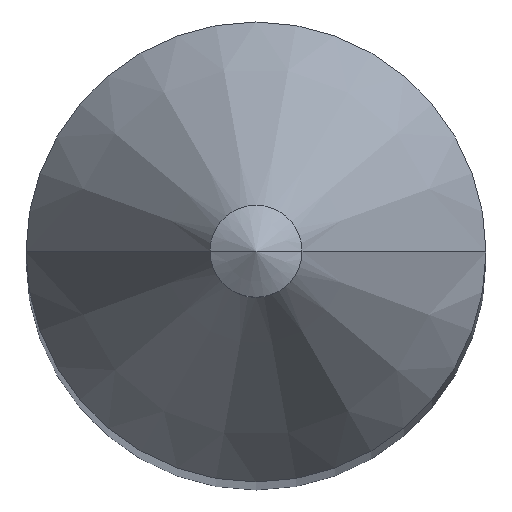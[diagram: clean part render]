
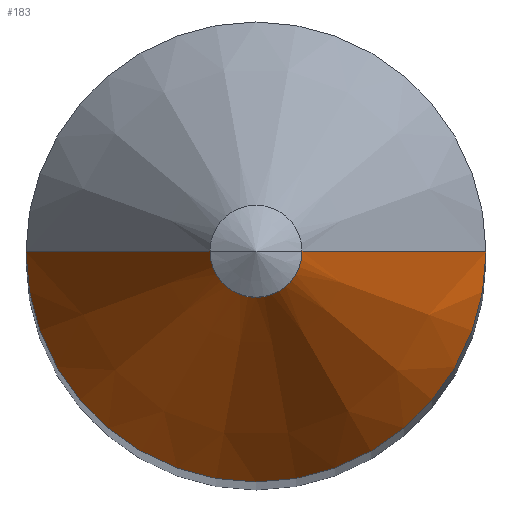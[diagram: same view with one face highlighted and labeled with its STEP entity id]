
A CAD part, top view. The second image highlights one B-rep face of the part: STEP entity #183.
In plain terms, the highlighted conical face has half-angle 30 degrees and reference radius 0.318 mm.
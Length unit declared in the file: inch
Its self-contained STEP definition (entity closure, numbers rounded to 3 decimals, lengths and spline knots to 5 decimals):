
#2 = DIRECTION ( 'NONE',  ( -1., 0., 0. ) ) ;
#16 = LINE ( 'NONE', #51, #105 ) ;
#22 = CARTESIAN_POINT ( 'NONE',  ( 0., 0., 1.46149 ) ) ;
#38 = DIRECTION ( 'NONE',  ( -1., 0., 0. ) ) ;
#41 = AXIS2_PLACEMENT_3D ( 'NONE', #22, #298, #201 ) ;
#51 = CARTESIAN_POINT ( 'NONE',  ( -0.0125, 0., 1.46149 ) ) ;
#68 = CARTESIAN_POINT ( 'NONE',  ( 0., 0., 1.37489 ) ) ;
#75 = CARTESIAN_POINT ( 'NONE',  ( 0.0625, 0., 1.37489 ) ) ;
#76 = ORIENTED_EDGE ( 'NONE', *, *, #149, .F. ) ;
#77 = CARTESIAN_POINT ( 'NONE',  ( 0., 0., 1.46149 ) ) ;
#81 = AXIS2_PLACEMENT_3D ( 'NONE', #68, #192, #38 ) ;
#91 = ORIENTED_EDGE ( 'NONE', *, *, #286, .T. ) ;
#105 = VECTOR ( 'NONE', #230, 39.37008 ) ;
#119 = DIRECTION ( 'NONE',  ( 0., 0., -1. ) ) ;
#127 = VERTEX_POINT ( 'NONE', #221 ) ;
#132 = EDGE_CURVE ( 'NONE', #291, #196, #342, .T. ) ;
#136 = CARTESIAN_POINT ( 'NONE',  ( 0.0125, 0., 1.46149 ) ) ;
#143 = EDGE_LOOP ( 'NONE', ( #304, #91, #355, #76 ) ) ;
#149 = EDGE_CURVE ( 'NONE', #127, #291, #319, .T. ) ;
#183 = ADVANCED_FACE ( 'NONE', ( #226 ), #393, .T. ) ;
#192 = DIRECTION ( 'NONE',  ( 0., 0., -1. ) ) ;
#196 = VERTEX_POINT ( 'NONE', #225 ) ;
#201 = DIRECTION ( 'NONE',  ( 1., 0., 0. ) ) ;
#209 = VERTEX_POINT ( 'NONE', #262 ) ;
#218 = VECTOR ( 'NONE', #232, 39.37008 ) ;
#221 = CARTESIAN_POINT ( 'NONE',  ( 0.0125, 0., 1.46149 ) ) ;
#225 = CARTESIAN_POINT ( 'NONE',  ( -0.0625, 0., 1.37489 ) ) ;
#226 = FACE_OUTER_BOUND ( 'NONE', #143, .T. ) ;
#230 = DIRECTION ( 'NONE',  ( -0.5, 0., -0.866 ) ) ;
#232 = DIRECTION ( 'NONE',  ( 0.5, 0., -0.866 ) ) ;
#262 = CARTESIAN_POINT ( 'NONE',  ( -0.0125, 0., 1.46149 ) ) ;
#286 = EDGE_CURVE ( 'NONE', #209, #196, #16, .T. ) ;
#291 = VERTEX_POINT ( 'NONE', #75 ) ;
#298 = DIRECTION ( 'NONE',  ( 0., 0., -1. ) ) ;
#304 = ORIENTED_EDGE ( 'NONE', *, *, #339, .T. ) ;
#319 = LINE ( 'NONE', #136, #218 ) ;
#339 = EDGE_CURVE ( 'NONE', #127, #209, #344, .T. ) ;
#342 = CIRCLE ( 'NONE', #81, 0.0625 ) ;
#344 = CIRCLE ( 'NONE', #382, 0.0125 ) ;
#355 = ORIENTED_EDGE ( 'NONE', *, *, #132, .F. ) ;
#382 = AXIS2_PLACEMENT_3D ( 'NONE', #77, #119, #2 ) ;
#393 = CONICAL_SURFACE ( 'NONE', #41, 0.0125, 0.524 ) ;
